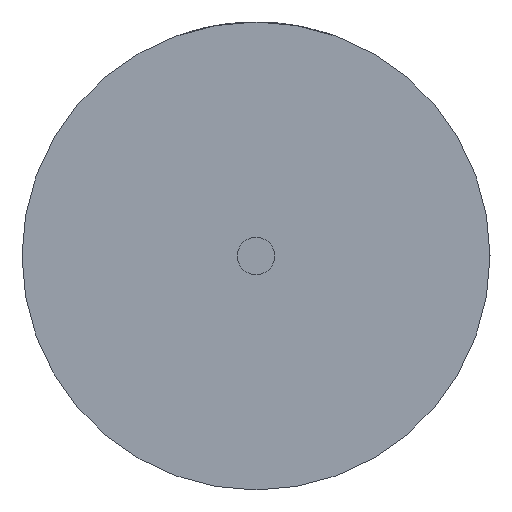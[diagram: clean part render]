
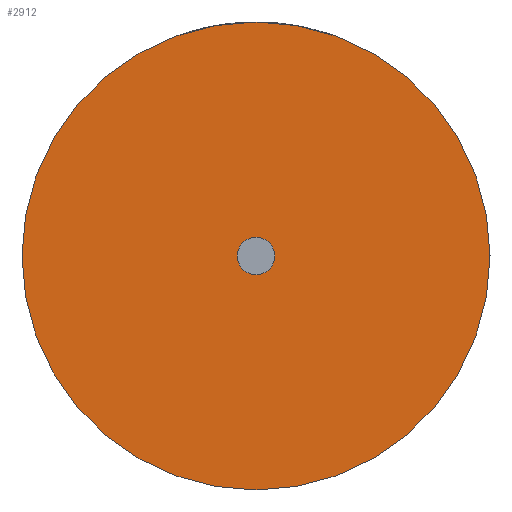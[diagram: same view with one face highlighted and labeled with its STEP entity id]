
A CAD part, left-side view. The second image highlights one B-rep face of the part: STEP entity #2912.
In plain terms, the highlighted planar face has unit normal (-1, 0, 0).
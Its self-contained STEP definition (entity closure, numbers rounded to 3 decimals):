
#166 = CARTESIAN_POINT ( 'NONE',  ( -0.005, 0., 5. ) ) ;
#245 = VERTEX_POINT ( 'NONE', #2627 ) ;
#383 = CARTESIAN_POINT ( 'NONE',  ( -0.005, 0., -5. ) ) ;
#384 = DIRECTION ( 'NONE',  ( 0., 0., 1. ) ) ;
#413 = CARTESIAN_POINT ( 'NONE',  ( -0.005, 0., 0. ) ) ;
#470 = CIRCLE ( 'NONE', #2636, 0.4 ) ;
#530 = ORIENTED_EDGE ( 'NONE', *, *, #2823, .F. ) ;
#689 = AXIS2_PLACEMENT_3D ( 'NONE', #2710, #885, #384 ) ;
#723 = EDGE_CURVE ( 'NONE', #1035, #797, #2628, .T. ) ;
#797 = VERTEX_POINT ( 'NONE', #166 ) ;
#879 = DIRECTION ( 'NONE',  ( -1., 0., 0. ) ) ;
#885 = DIRECTION ( 'NONE',  ( -1., 0., 0. ) ) ;
#1020 = DIRECTION ( 'NONE',  ( 0., 0., 1. ) ) ;
#1035 = VERTEX_POINT ( 'NONE', #383 ) ;
#1175 = PLANE ( 'NONE',  #1508 ) ;
#1433 = CARTESIAN_POINT ( 'NONE',  ( -0.005, 0., 0. ) ) ;
#1453 = EDGE_LOOP ( 'NONE', ( #2662, #2364 ) ) ;
#1508 = AXIS2_PLACEMENT_3D ( 'NONE', #1433, #879, #2940 ) ;
#1685 = DIRECTION ( 'NONE',  ( 0., 0., 1. ) ) ;
#1801 = CARTESIAN_POINT ( 'NONE',  ( -0.005, 0., 0. ) ) ;
#2156 = EDGE_LOOP ( 'NONE', ( #530, #2316 ) ) ;
#2165 = VERTEX_POINT ( 'NONE', #3175 ) ;
#2307 = EDGE_CURVE ( 'NONE', #245, #2165, #470, .T. ) ;
#2316 = ORIENTED_EDGE ( 'NONE', *, *, #2307, .F. ) ;
#2343 = EDGE_CURVE ( 'NONE', #797, #1035, #2565, .T. ) ;
#2364 = ORIENTED_EDGE ( 'NONE', *, *, #2343, .T. ) ;
#2482 = DIRECTION ( 'NONE',  ( -1., 0., 0. ) ) ;
#2506 = DIRECTION ( 'NONE',  ( -1., 0., 0. ) ) ;
#2532 = FACE_OUTER_BOUND ( 'NONE', #1453, .T. ) ;
#2563 = DIRECTION ( 'NONE',  ( -1., 0., 0. ) ) ;
#2565 = CIRCLE ( 'NONE', #3100, 5. ) ;
#2596 = AXIS2_PLACEMENT_3D ( 'NONE', #1801, #2563, #1020 ) ;
#2627 = CARTESIAN_POINT ( 'NONE',  ( -0.005, 0., 0.4 ) ) ;
#2628 = CIRCLE ( 'NONE', #689, 5. ) ;
#2636 = AXIS2_PLACEMENT_3D ( 'NONE', #2737, #2482, #3246 ) ;
#2662 = ORIENTED_EDGE ( 'NONE', *, *, #723, .T. ) ;
#2710 = CARTESIAN_POINT ( 'NONE',  ( -0.005, 0., 0. ) ) ;
#2737 = CARTESIAN_POINT ( 'NONE',  ( -0.005, 0., 0. ) ) ;
#2764 = FACE_BOUND ( 'NONE', #2156, .T. ) ;
#2823 = EDGE_CURVE ( 'NONE', #2165, #245, #2920, .T. ) ;
#2912 = ADVANCED_FACE ( 'NONE', ( #2532, #2764 ), #1175, .T. ) ;
#2920 = CIRCLE ( 'NONE', #2596, 0.4 ) ;
#2940 = DIRECTION ( 'NONE',  ( 0., 0., 1. ) ) ;
#3100 = AXIS2_PLACEMENT_3D ( 'NONE', #413, #2506, #1685 ) ;
#3175 = CARTESIAN_POINT ( 'NONE',  ( -0.005, 0., -0.4 ) ) ;
#3246 = DIRECTION ( 'NONE',  ( 0., 0., 1. ) ) ;
